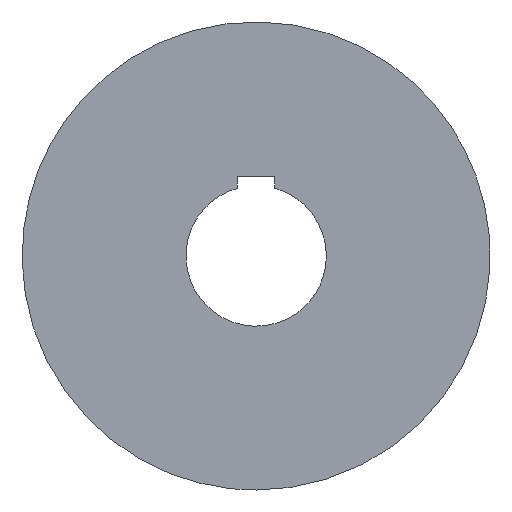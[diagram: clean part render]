
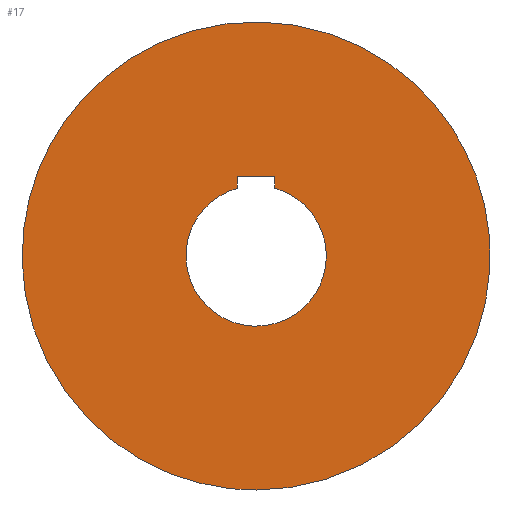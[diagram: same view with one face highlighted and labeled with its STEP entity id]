
A CAD part, front view. The second image highlights one B-rep face of the part: STEP entity #17.
In plain terms, the highlighted free-form (B-spline) face has degree [1, 1] with [2, 2] control points.
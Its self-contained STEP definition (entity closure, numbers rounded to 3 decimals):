
#17 = ADVANCED_FACE('',(#18,#32),#67,.F.);
#18 = FACE_BOUND('',#19,.T.);
#19 = EDGE_LOOP('',(#20));
#20 = ORIENTED_EDGE('',*,*,#21,.T.);
#21 = EDGE_CURVE('',#22,#22,#24,.T.);
#22 = VERTEX_POINT('',#23);
#23 = CARTESIAN_POINT('',(0.,-13.904,-66.212));
#24 = ( BOUNDED_CURVE() B_SPLINE_CURVE(2,(#25,#26,#27,#28,#29,#30,#31),
.UNSPECIFIED.,.T.,.F.) B_SPLINE_CURVE_WITH_KNOTS((1,2,2,2,2,1),(
    -2.094,0.,2.094,4.189,6.283,
8.378),.UNSPECIFIED.) CURVE() GEOMETRIC_REPRESENTATION_ITEM() 
RATIONAL_B_SPLINE_CURVE((1.,0.5,1.,0.5,1.,0.5,1.)) REPRESENTATION_ITEM(
  '') );
#25 = CARTESIAN_POINT('',(0.,-13.904,-66.212));
#26 = CARTESIAN_POINT('',(114.682,-13.904,
    -66.212));
#27 = CARTESIAN_POINT('',(57.341,-13.904,
    33.106));
#28 = CARTESIAN_POINT('',(0.,-13.904,
    132.423));
#29 = CARTESIAN_POINT('',(-57.341,-13.904,
    33.106));
#30 = CARTESIAN_POINT('',(-114.682,-13.904,
    -66.212));
#31 = CARTESIAN_POINT('',(0.,-13.904,-66.212));
#32 = FACE_BOUND('',#33,.T.);
#33 = EDGE_LOOP('',(#34,#43,#50,#57));
#34 = ORIENTED_EDGE('',*,*,#35,.F.);
#35 = EDGE_CURVE('',#36,#38,#40,.T.);
#36 = VERTEX_POINT('',#37);
#37 = CARTESIAN_POINT('',(-5.297,-13.904,
    22.512));
#38 = VERTEX_POINT('',#39);
#39 = CARTESIAN_POINT('',(-5.297,-13.904,
    19.144));
#40 = B_SPLINE_CURVE_WITH_KNOTS('',1,(#41,#42),.UNSPECIFIED.,.F.,.F.,(2,
    2),(-1.272,1.272),.PIECEWISE_BEZIER_KNOTS.);
#41 = CARTESIAN_POINT('',(-5.297,-13.904,
    22.512));
#42 = CARTESIAN_POINT('',(-5.297,-13.904,
    19.144));
#43 = ORIENTED_EDGE('',*,*,#44,.F.);
#44 = EDGE_CURVE('',#45,#36,#47,.T.);
#45 = VERTEX_POINT('',#46);
#46 = CARTESIAN_POINT('',(5.297,-13.904,22.512
    ));
#47 = B_SPLINE_CURVE_WITH_KNOTS('',1,(#48,#49),.UNSPECIFIED.,.F.,.F.,(2,
    2),(-6.,2.),.PIECEWISE_BEZIER_KNOTS.);
#48 = CARTESIAN_POINT('',(5.297,-13.904,22.512
    ));
#49 = CARTESIAN_POINT('',(-5.297,-13.904,
    22.512));
#50 = ORIENTED_EDGE('',*,*,#51,.T.);
#51 = EDGE_CURVE('',#45,#52,#54,.T.);
#52 = VERTEX_POINT('',#53);
#53 = CARTESIAN_POINT('',(5.297,-13.904,19.144
    ));
#54 = B_SPLINE_CURVE_WITH_KNOTS('',1,(#55,#56),.UNSPECIFIED.,.F.,.F.,(2,
    2),(-1.272,1.272),.PIECEWISE_BEZIER_KNOTS.);
#55 = CARTESIAN_POINT('',(5.297,-13.904,22.512
    ));
#56 = CARTESIAN_POINT('',(5.297,-13.904,19.144
    ));
#57 = ORIENTED_EDGE('',*,*,#58,.F.);
#58 = EDGE_CURVE('',#38,#52,#59,.T.);
#59 = ( BOUNDED_CURVE() B_SPLINE_CURVE(2,(#60,#61,#62,#63,#64,#65,#66),
.UNSPECIFIED.,.F.,.F.) B_SPLINE_CURVE_WITH_KNOTS((3,2,2,3),(
    3.412,5.326,7.24,9.155),
.PIECEWISE_BEZIER_KNOTS.) CURVE() GEOMETRIC_REPRESENTATION_ITEM() 
RATIONAL_B_SPLINE_CURVE((1.,0.576,1.,0.576,1.,
0.576,1.)) REPRESENTATION_ITEM('') );
#60 = CARTESIAN_POINT('',(-5.297,-13.904,
    19.144));
#61 = CARTESIAN_POINT('',(-32.481,-13.904,
    11.623));
#62 = CARTESIAN_POINT('',(-16.24,-13.904,
    -11.437));
#63 = CARTESIAN_POINT('',(0.,-13.904,
    -34.498));
#64 = CARTESIAN_POINT('',(16.24,-13.904,
    -11.437));
#65 = CARTESIAN_POINT('',(32.481,-13.904,
    11.623));
#66 = CARTESIAN_POINT('',(5.297,-13.904,19.144
    ));
#67 = B_SPLINE_SURFACE_WITH_KNOTS('',1,1,(
    (#68,#69)
    ,(#70,#71
    )),.UNSPECIFIED.,.F.,.F.,.F.,(2,2),(2,2),(-82.5,17.5),(-50.,50.),
  .PIECEWISE_BEZIER_KNOTS.);
#68 = CARTESIAN_POINT('',(-66.212,-13.904,
    -66.212));
#69 = CARTESIAN_POINT('',(66.212,-13.904,
    -66.212));
#70 = CARTESIAN_POINT('',(-66.212,-13.904,
    66.212));
#71 = CARTESIAN_POINT('',(66.212,-13.904,
    66.212));
